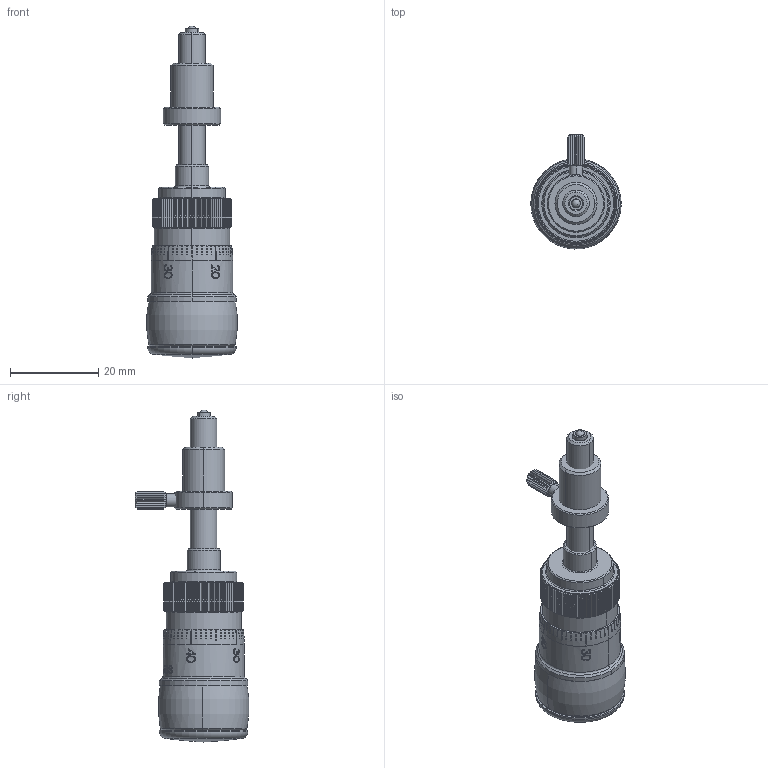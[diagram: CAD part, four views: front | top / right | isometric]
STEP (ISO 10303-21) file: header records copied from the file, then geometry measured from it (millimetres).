
FILE_DESCRIPTION (( 'STEP AP214' ), '1' );
FILE_NAME ('17068-E0W.step', '2007-11-13T13:55:05', ( ' ' ), ( ' ' ), 'SwSTEP 2.0', 'SolidWorks 2007', '' );
FILE_SCHEMA (( 'AUTOMOTIVE_DESIGN' ));
Length unit declared in the file: millimetre
Products named in the file (1): 17068-E0W
Bounding box: 20.44 x 25.72 x 75.1 mm (x, y, z)
Volume: 7847.8 mm3; surface area: 9022.4 mm2
Topology: 8 solids, 8 shells, 916 faces, 2429 edges, 1555 vertices
Faces by surface type: plane 402, cone 235, cylinder 187, torus 90, sphere 2
Entity records: 41853 total; most frequent: CARTESIAN_POINT 9252, ORIENTED_EDGE 4828, DIRECTION 4701, EDGE_CURVE 2414, AXIS2_PLACEMENT_3D 1967, VERTEX_POINT 1552, CIRCLE 1050, EDGE_LOOP 966
